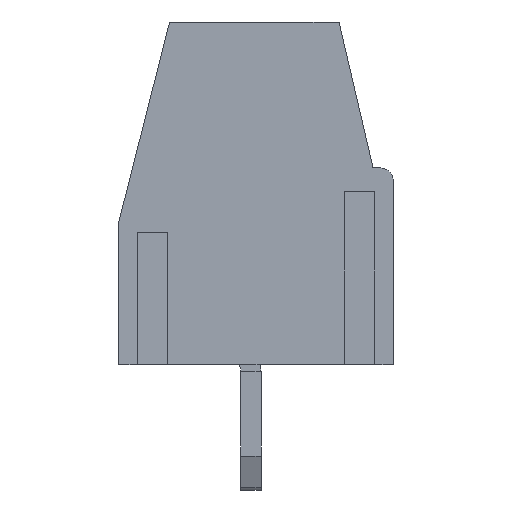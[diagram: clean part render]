
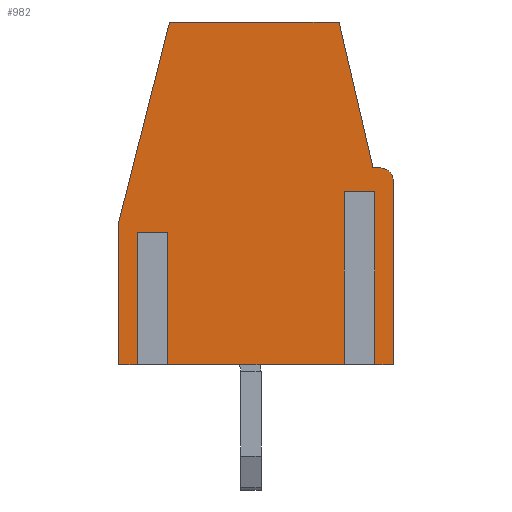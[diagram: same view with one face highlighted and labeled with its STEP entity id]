
A CAD part, left-side view. The second image highlights one B-rep face of the part: STEP entity #982.
In plain terms, the highlighted planar face has unit normal (-1, 0, 0).
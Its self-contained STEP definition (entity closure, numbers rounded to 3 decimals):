
#982=ADVANCED_FACE('',(#3711),#3713,.T.);
#3711=FACE_BOUND('',#3712,.T.);
#3712=EDGE_LOOP('',(#5869,#5870,#5871,#5872,#5873,#5874,#5875,#5876,#5877,#5878,
#5879,#5880,#5881,#5882,#5883,#5884));
#3713=PLANE('',#3714);
#3714=AXIS2_PLACEMENT_3D('',#3715,#3716,#3717);
#3715=CARTESIAN_POINT('',(-2.5,0.,0.));
#3716=DIRECTION('',(-1.,0.,0.));
#3717=DIRECTION('',(0.,0.,-1.));
#5869=ORIENTED_EDGE('',*,*,#7424,.F.);
#5870=ORIENTED_EDGE('',*,*,#7425,.F.);
#5871=ORIENTED_EDGE('',*,*,#7426,.F.);
#5872=ORIENTED_EDGE('',*,*,#7427,.T.);
#5873=ORIENTED_EDGE('',*,*,#7428,.T.);
#5874=ORIENTED_EDGE('',*,*,#7429,.T.);
#5875=ORIENTED_EDGE('',*,*,#7430,.T.);
#5876=ORIENTED_EDGE('',*,*,#7431,.T.);
#5877=ORIENTED_EDGE('',*,*,#7285,.T.);
#5878=ORIENTED_EDGE('',*,*,#7405,.T.);
#5879=ORIENTED_EDGE('',*,*,#7432,.T.);
#5880=ORIENTED_EDGE('',*,*,#7433,.T.);
#5881=ORIENTED_EDGE('',*,*,#7434,.F.);
#5882=ORIENTED_EDGE('',*,*,#7435,.F.);
#5883=ORIENTED_EDGE('',*,*,#7436,.F.);
#5884=ORIENTED_EDGE('',*,*,#7437,.T.);
#7285=EDGE_CURVE('',#8138,#8136,#8139,.T.);
#7405=EDGE_CURVE('',#8136,#8355,#8357,.T.);
#7424=EDGE_CURVE('',#8393,#8394,#8395,.T.);
#7425=EDGE_CURVE('',#8396,#8393,#8397,.F.);
#7426=EDGE_CURVE('',#8398,#8396,#8399,.T.);
#7427=EDGE_CURVE('',#8398,#8400,#8401,.T.);
#7428=EDGE_CURVE('',#8400,#8402,#8403,.T.);
#7429=EDGE_CURVE('',#8402,#8404,#8405,.T.);
#7430=EDGE_CURVE('',#8404,#8406,#8407,.T.);
#7431=EDGE_CURVE('',#8406,#8138,#8408,.T.);
#7432=EDGE_CURVE('',#8355,#8409,#8410,.T.);
#7433=EDGE_CURVE('',#8409,#8411,#8412,.T.);
#7434=EDGE_CURVE('',#8413,#8411,#8414,.T.);
#7435=EDGE_CURVE('',#8415,#8413,#8416,.F.);
#7436=EDGE_CURVE('',#8417,#8415,#8418,.T.);
#7437=EDGE_CURVE('',#8417,#8394,#8419,.T.);
#8136=VERTEX_POINT('',#9520);
#8138=VERTEX_POINT('',#9524);
#8139=LINE('',#9525,#9526);
#8355=VERTEX_POINT('',#9996);
#8357=LINE('',#10000,#10001);
#8393=VERTEX_POINT('',#10074);
#8394=VERTEX_POINT('',#10075);
#8395=LINE('',#10076,#10077);
#8396=VERTEX_POINT('',#10079);
#8397=LINE('',#10080,#10081);
#8398=VERTEX_POINT('',#10083);
#8399=LINE('',#10084,#10085);
#8400=VERTEX_POINT('',#10087);
#8401=LINE('',#10088,#10089);
#8402=VERTEX_POINT('',#10091);
#8403=LINE('',#10092,#10093);
#8404=VERTEX_POINT('',#10095);
#8405=CIRCLE('',#10096,0.4);
#8406=VERTEX_POINT('',#10100);
#8407=LINE('',#10101,#10102);
#8408=LINE('',#10104,#10105);
#8409=VERTEX_POINT('',#10107);
#8410=LINE('',#10108,#10109);
#8411=VERTEX_POINT('',#10111);
#8412=LINE('',#10112,#10113);
#8413=VERTEX_POINT('',#10115);
#8414=LINE('',#10116,#10117);
#8415=VERTEX_POINT('',#10119);
#8416=LINE('',#10120,#10121);
#8417=VERTEX_POINT('',#10123);
#8418=LINE('',#10124,#10125);
#8419=LINE('',#10127,#10128);
#9520=CARTESIAN_POINT('',(-2.5,2.4,10.1));
#9524=CARTESIAN_POINT('',(-2.5,-2.6,10.1));
#9525=CARTESIAN_POINT('',(-2.5,-2.6,10.1));
#9526=VECTOR('',#9527,1.);
#9527=DIRECTION('',(0.,1.,0.));
#9996=CARTESIAN_POINT('',(-2.5,3.9,4.2));
#10000=CARTESIAN_POINT('',(-2.5,2.4,10.1));
#10001=VECTOR('',#10002,1.);
#10002=DIRECTION('',(0.,0.246,-0.969));
#10074=CARTESIAN_POINT('',(-2.5,-2.9,5.1));
#10075=CARTESIAN_POINT('',(-2.5,-2.9,0.));
#10076=CARTESIAN_POINT('',(-2.5,-2.9,5.1));
#10077=VECTOR('',#10078,1.);
#10078=DIRECTION('',(0.,0.,-1.));
#10079=CARTESIAN_POINT('',(-2.5,-3.5,5.1));
#10080=CARTESIAN_POINT('',(-2.5,-2.9,5.1));
#10081=VECTOR('',#10082,1.);
#10082=DIRECTION('',(0.,-1.,0.));
#10083=CARTESIAN_POINT('',(-2.5,-3.5,0.));
#10084=CARTESIAN_POINT('',(-2.5,-3.5,0.));
#10085=VECTOR('',#10086,1.);
#10086=DIRECTION('',(0.,0.,1.));
#10087=CARTESIAN_POINT('',(-2.5,-4.2,0.));
#10088=CARTESIAN_POINT('',(-2.5,-3.5,0.));
#10089=VECTOR('',#10090,1.);
#10090=DIRECTION('',(0.,-1.,0.));
#10091=CARTESIAN_POINT('',(-2.5,-4.2,5.4));
#10092=CARTESIAN_POINT('',(-2.5,-4.2,0.));
#10093=VECTOR('',#10094,1.);
#10094=DIRECTION('',(0.,0.,1.));
#10095=CARTESIAN_POINT('',(-2.5,-3.8,5.8));
#10096=AXIS2_PLACEMENT_3D('',#10097,#10098,#10099);
#10097=CARTESIAN_POINT('',(-2.5,-3.8,5.4));
#10098=DIRECTION('',(-1.,-0.,-0.));
#10099=DIRECTION('',(0.,-1.,0.));
#10100=CARTESIAN_POINT('',(-2.5,-3.6,5.8));
#10101=CARTESIAN_POINT('',(-2.5,-3.8,5.8));
#10102=VECTOR('',#10103,1.);
#10103=DIRECTION('',(0.,1.,0.));
#10104=CARTESIAN_POINT('',(-2.5,-3.6,5.8));
#10105=VECTOR('',#10106,1.);
#10106=DIRECTION('',(0.,0.227,0.974));
#10107=CARTESIAN_POINT('',(-2.5,3.9,0.));
#10108=CARTESIAN_POINT('',(-2.5,3.9,4.2));
#10109=VECTOR('',#10110,1.);
#10110=DIRECTION('',(0.,0.,-1.));
#10111=CARTESIAN_POINT('',(-2.5,3.2,0.));
#10112=CARTESIAN_POINT('',(-2.5,3.9,0.));
#10113=VECTOR('',#10114,1.);
#10114=DIRECTION('',(0.,-1.,0.));
#10115=CARTESIAN_POINT('',(-2.5,3.2,3.9));
#10116=CARTESIAN_POINT('',(-2.5,3.2,3.9));
#10117=VECTOR('',#10118,1.);
#10118=DIRECTION('',(0.,0.,-1.));
#10119=CARTESIAN_POINT('',(-2.5,2.6,3.9));
#10120=CARTESIAN_POINT('',(-2.5,3.2,3.9));
#10121=VECTOR('',#10122,1.);
#10122=DIRECTION('',(0.,-1.,0.));
#10123=CARTESIAN_POINT('',(-2.5,2.6,0.));
#10124=CARTESIAN_POINT('',(-2.5,2.6,0.));
#10125=VECTOR('',#10126,1.);
#10126=DIRECTION('',(0.,0.,1.));
#10127=CARTESIAN_POINT('',(-2.5,2.6,0.));
#10128=VECTOR('',#10129,1.);
#10129=DIRECTION('',(0.,-1.,0.));
